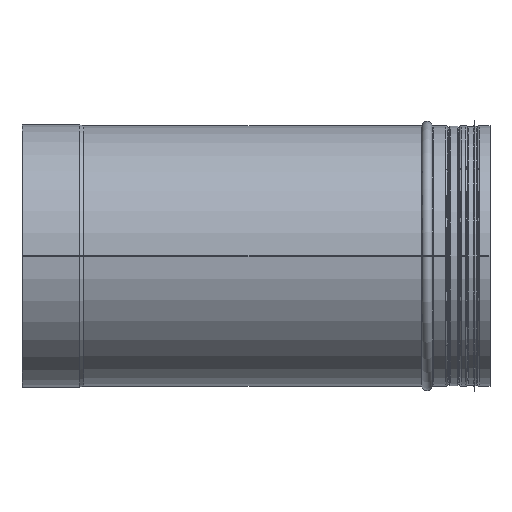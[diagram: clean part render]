
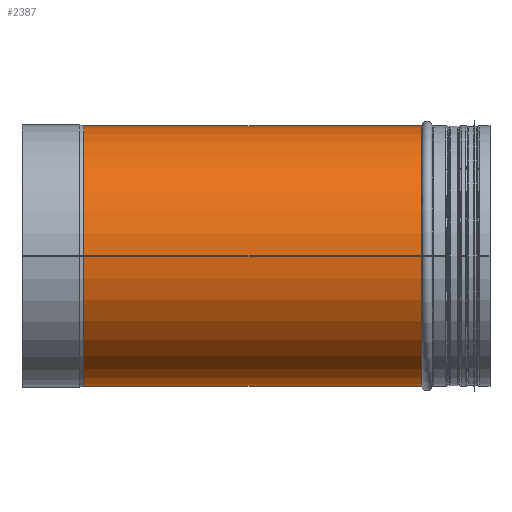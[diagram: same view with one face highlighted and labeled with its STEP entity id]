
A CAD part, left-side view. The second image highlights one B-rep face of the part: STEP entity #2387.
In plain terms, the highlighted cylindrical face has radius 158.5 mm (diameter 317 mm), a partial arc.
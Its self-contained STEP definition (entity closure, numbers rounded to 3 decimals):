
#185=CARTESIAN_POINT('',(122.153,320.,101.0));
#186=VERTEX_POINT('',#185);
#187=CARTESIAN_POINT('',(122.153,320.,101.0));
#188=CARTESIAN_POINT('',(122.153,326.604,101.0));
#189=CARTESIAN_POINT('',(122.705,333.329,100.343));
#190=CARTESIAN_POINT('',(124.832,346.54,97.683));
#191=CARTESIAN_POINT('',(126.402,353.028,95.682));
#192=CARTESIAN_POINT('',(130.173,365.368,90.485));
#193=CARTESIAN_POINT('',(132.371,371.234,87.286));
#194=CARTESIAN_POINT('',(136.925,382.06,79.952));
#195=CARTESIAN_POINT('',(139.279,387.02,75.816));
#196=CARTESIAN_POINT('',(143.699,395.777,67.058));
#197=CARTESIAN_POINT('',(145.935,399.907,62.119));
#198=CARTESIAN_POINT('',(150.084,407.254,51.289));
#199=CARTESIAN_POINT('',(151.994,410.472,45.398));
#200=CARTESIAN_POINT('',(155.158,415.693,33.002));
#201=CARTESIAN_POINT('',(156.414,417.699,26.483));
#202=CARTESIAN_POINT('',(158.085,420.353,13.256));
#203=CARTESIAN_POINT('',(158.5,421.0,6.546));
#204=CARTESIAN_POINT('',(158.5,421.0,-6.546));
#205=CARTESIAN_POINT('',(158.085,420.353,-13.256));
#206=CARTESIAN_POINT('',(156.414,417.699,-26.483));
#207=CARTESIAN_POINT('',(155.158,415.693,-33.002));
#208=CARTESIAN_POINT('',(151.994,410.472,-45.398));
#209=CARTESIAN_POINT('',(150.084,407.254,-51.289));
#210=CARTESIAN_POINT('',(145.935,399.907,-62.119));
#211=CARTESIAN_POINT('',(143.699,395.777,-67.058));
#212=CARTESIAN_POINT('',(139.279,387.02,-75.816));
#213=CARTESIAN_POINT('',(136.925,382.06,-79.952));
#214=CARTESIAN_POINT('',(132.371,371.234,-87.286));
#215=CARTESIAN_POINT('',(130.173,365.368,-90.485));
#216=CARTESIAN_POINT('',(126.402,353.028,-95.682));
#217=CARTESIAN_POINT('',(124.832,346.54,-97.683));
#218=CARTESIAN_POINT('',(122.705,333.329,-100.343));
#219=CARTESIAN_POINT('',(122.153,326.604,-101.));
#220=CARTESIAN_POINT('',(122.153,313.396,-101.));
#221=CARTESIAN_POINT('',(122.705,306.671,-100.343));
#222=CARTESIAN_POINT('',(124.832,293.46,-97.683));
#223=CARTESIAN_POINT('',(126.402,286.972,-95.682));
#224=CARTESIAN_POINT('',(130.173,274.632,-90.485));
#225=CARTESIAN_POINT('',(132.371,268.766,-87.286));
#226=CARTESIAN_POINT('',(136.925,257.94,-79.952));
#227=CARTESIAN_POINT('',(139.279,252.98,-75.816));
#228=CARTESIAN_POINT('',(143.699,244.223,-67.058));
#229=CARTESIAN_POINT('',(145.935,240.093,-62.119));
#230=CARTESIAN_POINT('',(150.084,232.746,-51.289));
#231=CARTESIAN_POINT('',(151.994,229.528,-45.398));
#232=CARTESIAN_POINT('',(155.158,224.307,-33.002));
#233=CARTESIAN_POINT('',(156.414,222.301,-26.483));
#234=CARTESIAN_POINT('',(158.085,219.647,-13.256));
#235=CARTESIAN_POINT('',(158.5,219.0,-6.546));
#236=CARTESIAN_POINT('',(158.5,219.0,6.546));
#237=CARTESIAN_POINT('',(158.085,219.647,13.256));
#238=CARTESIAN_POINT('',(156.414,222.301,26.483));
#239=CARTESIAN_POINT('',(155.158,224.307,33.002));
#240=CARTESIAN_POINT('',(151.994,229.528,45.398));
#241=CARTESIAN_POINT('',(150.084,232.746,51.289));
#242=CARTESIAN_POINT('',(145.935,240.093,62.119));
#243=CARTESIAN_POINT('',(143.699,244.223,67.058));
#244=CARTESIAN_POINT('',(139.279,252.98,75.816));
#245=CARTESIAN_POINT('',(136.925,257.94,79.952));
#246=CARTESIAN_POINT('',(132.371,268.766,87.286));
#247=CARTESIAN_POINT('',(130.173,274.632,90.485));
#248=CARTESIAN_POINT('',(126.402,286.972,95.682));
#249=CARTESIAN_POINT('',(124.832,293.46,97.683));
#250=CARTESIAN_POINT('',(122.705,306.671,100.343));
#251=CARTESIAN_POINT('',(122.153,313.396,101.0));
#252=CARTESIAN_POINT('',(122.153,320.0,101.0));
#253=B_SPLINE_CURVE_WITH_KNOTS('',3,(#187,#188,#189,#190,#191,#192,#193,#194,#195,#196,#197,#198,#199,#200,#201,#202,#203,#204,#205,#206,#207,#208,#209,#210,#211,#212,#213,#214,#215,#216,#217,#218,#219,#220,#221,#222,#223,#224,#225,#226,#227,#228,#229,#230,#231,#232,#233,#234,#235,#236,#237,#238,#239,#240,#241,#242,#243,#244,#245,#246,#247,#248,#249,#250,#251,#252),.UNSPECIFIED.,.T.,.U.,(4,2,2,2,2,2,2,2,2,2,2,2,2,2,2,2,2,2,2,2,2,2,2,2,2,2,2,2,2,2,2,2,4),(0.0,1.981,3.962,5.943,7.924,9.888,11.852,13.816,15.78,17.744,19.707,21.671,23.635,25.616,27.597,29.578,31.56,33.541,35.522,37.503,39.484,41.448,43.412,45.376,47.339,49.303,51.267,53.231,55.195,57.176,59.157,61.138,63.119),.UNSPECIFIED.);
#254=EDGE_CURVE('',#186,#186,#253,.T.);
#852=CARTESIAN_POINT('',(-158.5,83.828,0.277));
#853=VERTEX_POINT('',#852);
#885=CARTESIAN_POINT('',(-158.5,494.688,0.277));
#886=VERTEX_POINT('',#885);
#887=CARTESIAN_POINT('',(-158.5,494.688,0.277));
#888=DIRECTION('',(0.0,-1.0,0.0));
#889=VECTOR('',#888,410.859);
#890=LINE('',#887,#889);
#891=EDGE_CURVE('',#886,#853,#890,.T.);
#1117=CARTESIAN_POINT('',(-158.5,494.688,0.0));
#1118=VERTEX_POINT('',#1117);
#1150=CARTESIAN_POINT('',(-158.5,83.828,0.0));
#1151=VERTEX_POINT('',#1150);
#1152=CARTESIAN_POINT('',(-158.5,494.688,0.0));
#1153=DIRECTION('',(0.0,-1.0,0.0));
#1154=VECTOR('',#1153,410.859);
#1155=LINE('',#1152,#1154);
#1156=EDGE_CURVE('',#1118,#1151,#1155,.T.);
#2355=CARTESIAN_POINT('',(0.0,494.688,0.0));
#2356=DIRECTION('',(0.0,-1.0,0.0));
#2357=DIRECTION('',(-1.0,0.0,0.0));
#2358=AXIS2_PLACEMENT_3D('',#2355,#2356,#2357);
#2359=CIRCLE('',#2358,158.5);
#2360=EDGE_CURVE('',#1118,#886,#2359,.T.);
#2367=CARTESIAN_POINT('',(0.0,279.233,0.0));
#2368=DIRECTION('',(0.0,-1.0,0.0));
#2369=DIRECTION('',(-1.0,0.0,0.0));
#2370=AXIS2_PLACEMENT_3D('',#2367,#2368,#2369);
#2371=CYLINDRICAL_SURFACE('',#2370,158.5);
#2372=ORIENTED_EDGE('',*,*,#891,.T.);
#2373=CARTESIAN_POINT('',(0.0,83.828,0.0));
#2374=DIRECTION('',(0.0,-1.0,0.0));
#2375=DIRECTION('',(-1.0,0.0,0.0));
#2376=AXIS2_PLACEMENT_3D('',#2373,#2374,#2375);
#2377=CIRCLE('',#2376,158.5);
#2378=EDGE_CURVE('',#1151,#853,#2377,.T.);
#2379=ORIENTED_EDGE('',*,*,#2378,.F.);
#2380=ORIENTED_EDGE('',*,*,#1156,.F.);
#2381=ORIENTED_EDGE('',*,*,#2360,.T.);
#2382=EDGE_LOOP('',(#2372,#2379,#2380,#2381));
#2383=FACE_OUTER_BOUND('',#2382,.T.);
#2384=ORIENTED_EDGE('',*,*,#254,.T.);
#2385=EDGE_LOOP('',(#2384));
#2386=FACE_BOUND('',#2385,.T.);
#2387=ADVANCED_FACE('',(#2383,#2386),#2371,.T.);
